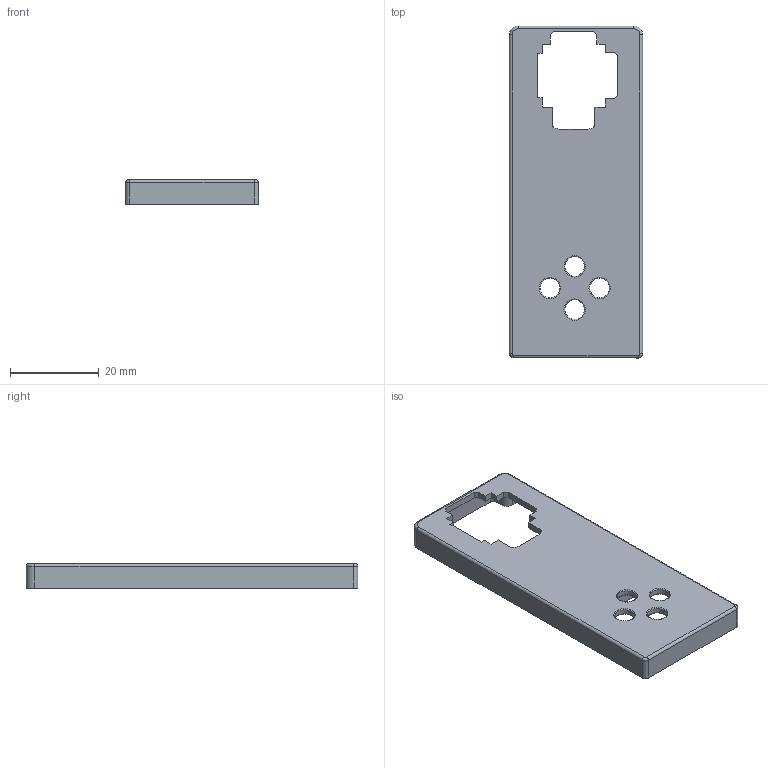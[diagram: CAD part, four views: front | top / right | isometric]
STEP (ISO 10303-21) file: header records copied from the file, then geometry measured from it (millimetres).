
FILE_DESCRIPTION(/* description */ (''),/* implementation_level */ '2;1');
FILE_NAME(/* name */ 'Thumbtroller top case 421693.step',/* time_stamp */ '2025-04-21T09:36:48-05:00',/* author */ (''),/* organization */ (''),/* preprocessor_version */ 'ST-DEVELOPER v20.1',/* originating_system */ 'Autodesk Translation Framework v14.4.0.0',/* authorisation */ '');
FILE_SCHEMA (('AUTOMOTIVE_DESIGN { 1 0 10303 214 3 1 1 }'));
Length unit declared in the file: millimetre
Products named in the file (2): Thumbtroller; top cover v03
Assembly tree (1 placements, depth 2):
  Thumbtroller
    top cover v03
Bounding box: 29.96 x 74.65 x 5.5 mm (x, y, z)
Volume: 4081.2 mm3; surface area: 6259.2 mm2
Topology: 1 solids, 1 shells, 128 faces, 330 edges, 216 vertices
Faces by surface type: plane 84, cylinder 32, torus 10, bspline 2
Full cylindrical faces by diameter (mm): 1.65 x4, 4.4 x4
Entity records: 3979 total; most frequent: CARTESIAN_POINT 705, DIRECTION 676, ORIENTED_EDGE 660, EDGE_CURVE 330, LINE 242, VECTOR 242, AXIS2_PLACEMENT_3D 217, VERTEX_POINT 216
